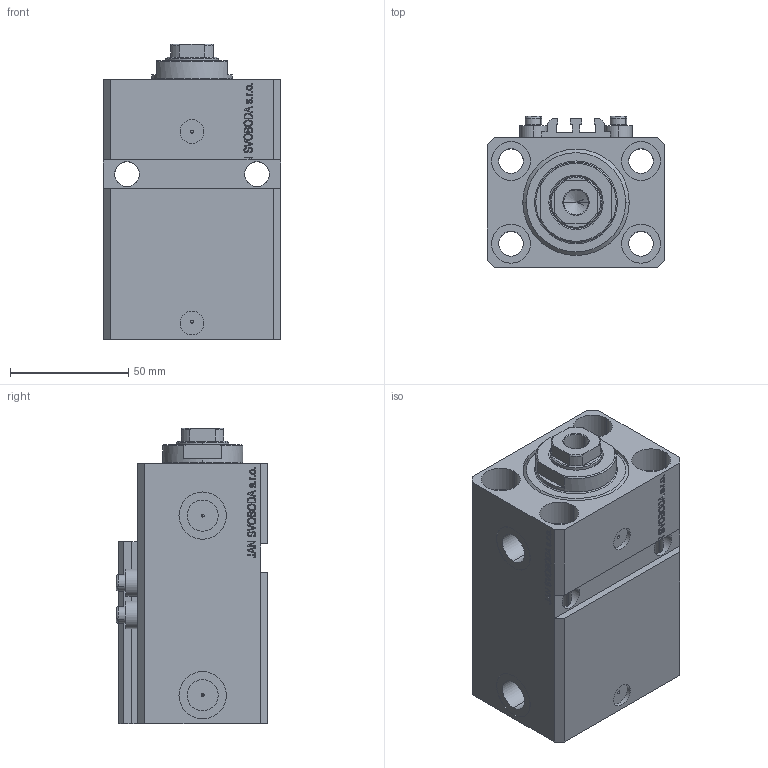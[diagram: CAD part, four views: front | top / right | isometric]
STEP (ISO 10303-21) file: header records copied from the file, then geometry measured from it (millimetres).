
FILE_DESCRIPTION (( 'STEP AP203' ), '1' );
FILE_NAME ('29f6.STEP', '2022-04-09T17:55:56', ( '' ), ( '' ), 'SwSTEP 2.0', 'SolidWorks 2019', '' );
FILE_SCHEMA (( 'CONFIG_CONTROL_DESIGN' ));
Length unit declared in the file: millimetre
Products named in the file (5): V250CE_E_Body 14a0e492cf5a4009e0f23d3d155d2d60; ALLEN BOLT V250CE 14a0e492cf5a4009e0f23d3d155d2d60; 29f6; V250CE_C_VCP 14a0e492cf5a4009e0f23d3d155d2d60; V250CE_VC_E 14a0e492cf5a4009e0f23d3d155d2d60
Assembly tree (7 placements, depth 2):
  29f6
    V250CE_E_Body 14a0e492cf5a4009e0f23d3d155d2d60
    ALLEN BOLT V250CE 14a0e492cf5a4009e0f23d3d155d2d60  x4
    V250CE_C_VCP 14a0e492cf5a4009e0f23d3d155d2d60
    V250CE_VC_E 14a0e492cf5a4009e0f23d3d155d2d60
Bounding box: 75 x 64 x 124.9 mm (x, y, z)
Volume: 384141.5 mm3; surface area: 97849.8 mm2
Topology: 8 solids, 8 shells, 1080 faces, 2704 edges, 1755 vertices
Faces by surface type: plane 518, bspline 354, cylinder 138, cone 56, torus 14
Entity records: 47366 total; most frequent: CARTESIAN_POINT 24826, ORIENTED_EDGE 5098, DIRECTION 3359, EDGE_CURVE 2549, VERTEX_POINT 1671, VECTOR 1535, LINE 1535, EDGE_LOOP 1142
